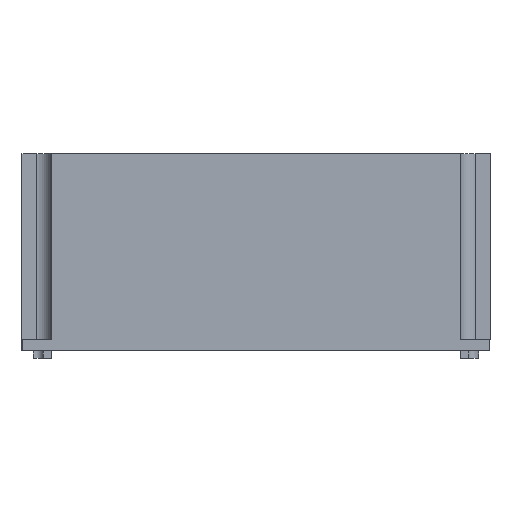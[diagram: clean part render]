
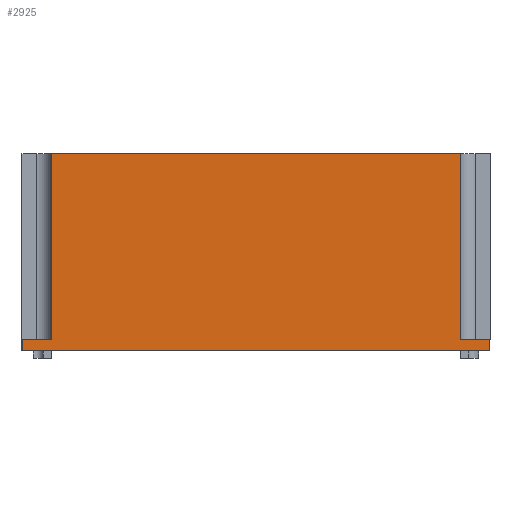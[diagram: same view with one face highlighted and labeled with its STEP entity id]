
A CAD part, front view. The second image highlights one B-rep face of the part: STEP entity #2925.
In plain terms, the highlighted planar face has unit normal (0, -1, 0).
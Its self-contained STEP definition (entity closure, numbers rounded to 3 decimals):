
#229=FACE_OUTER_BOUND('',#409,.T.);
#409=EDGE_LOOP('',(#2604,#2605,#2606,#2607,#2608,#2609,#2610,#2611));
#611=LINE('',#4262,#930);
#649=LINE('',#4352,#968);
#659=LINE('',#4376,#978);
#718=LINE('',#4526,#1037);
#826=LINE('',#4832,#1145);
#827=LINE('',#4834,#1146);
#828=LINE('',#4835,#1147);
#829=LINE('',#4836,#1148);
#930=VECTOR('',#3398,10.);
#968=VECTOR('',#3470,10.);
#978=VECTOR('',#3488,10.);
#1037=VECTOR('',#3639,10.);
#1145=VECTOR('',#3983,10.);
#1146=VECTOR('',#3986,10.);
#1147=VECTOR('',#3987,10.);
#1148=VECTOR('',#3988,10.);
#1252=VERTEX_POINT('',#4259);
#1253=VERTEX_POINT('',#4261);
#1287=VERTEX_POINT('',#4349);
#1288=VERTEX_POINT('',#4351);
#1294=VERTEX_POINT('',#4365);
#1298=VERTEX_POINT('',#4374);
#1342=VERTEX_POINT('',#4523);
#1343=VERTEX_POINT('',#4525);
#1535=EDGE_CURVE('',#1252,#1253,#611,.T.);
#1580=EDGE_CURVE('',#1288,#1287,#649,.T.);
#1593=EDGE_CURVE('',#1294,#1298,#659,.T.);
#1669=EDGE_CURVE('',#1342,#1343,#718,.T.);
#1826=EDGE_CURVE('',#1287,#1253,#826,.T.);
#1827=EDGE_CURVE('',#1294,#1252,#827,.T.);
#1828=EDGE_CURVE('',#1298,#1343,#828,.T.);
#1829=EDGE_CURVE('',#1288,#1342,#829,.T.);
#2604=ORIENTED_EDGE('',*,*,#1826,.T.);
#2605=ORIENTED_EDGE('',*,*,#1535,.F.);
#2606=ORIENTED_EDGE('',*,*,#1827,.F.);
#2607=ORIENTED_EDGE('',*,*,#1593,.T.);
#2608=ORIENTED_EDGE('',*,*,#1828,.T.);
#2609=ORIENTED_EDGE('',*,*,#1669,.F.);
#2610=ORIENTED_EDGE('',*,*,#1829,.F.);
#2611=ORIENTED_EDGE('',*,*,#1580,.T.);
#2780=PLANE('',#3191);
#2925=ADVANCED_FACE('',(#229),#2780,.T.);
#3191=AXIS2_PLACEMENT_3D('',#4833,#3984,#3985);
#3398=DIRECTION('',(1.,0.,0.));
#3470=DIRECTION('',(-1.,0.,0.));
#3488=DIRECTION('',(-1.,0.,0.));
#3639=DIRECTION('',(-1.,0.,0.));
#3983=DIRECTION('',(0.,0.,1.));
#3984=DIRECTION('center_axis',(0.,-1.,0.));
#3985=DIRECTION('ref_axis',(1.,0.,0.));
#3986=DIRECTION('',(0.,0.,1.));
#3987=DIRECTION('',(0.,0.,-1.));
#3988=DIRECTION('',(0.,0.,-1.));
#4259=CARTESIAN_POINT('',(-55.5,-72.75,50.5));
#4261=CARTESIAN_POINT('',(55.5,-72.75,50.5));
#4262=CARTESIAN_POINT('',(63.5,-72.75,50.5));
#4349=CARTESIAN_POINT('',(55.5,-72.75,0.));
#4351=CARTESIAN_POINT('',(63.5,-72.75,0.));
#4352=CARTESIAN_POINT('',(63.5,-72.75,0.));
#4365=CARTESIAN_POINT('',(-55.5,-72.75,0.));
#4374=CARTESIAN_POINT('',(-63.5,-72.75,0.));
#4376=CARTESIAN_POINT('',(63.5,-72.75,0.));
#4523=CARTESIAN_POINT('',(63.5,-72.75,-3.));
#4525=CARTESIAN_POINT('',(-63.5,-72.75,-3.));
#4526=CARTESIAN_POINT('',(63.5,-72.75,-3.));
#4832=CARTESIAN_POINT('',(55.5,-72.75,0.));
#4833=CARTESIAN_POINT('Origin',(-55.5,-72.75,0.));
#4834=CARTESIAN_POINT('',(-55.5,-72.75,0.));
#4835=CARTESIAN_POINT('',(-63.5,-72.75,0.));
#4836=CARTESIAN_POINT('',(63.5,-72.75,0.));
